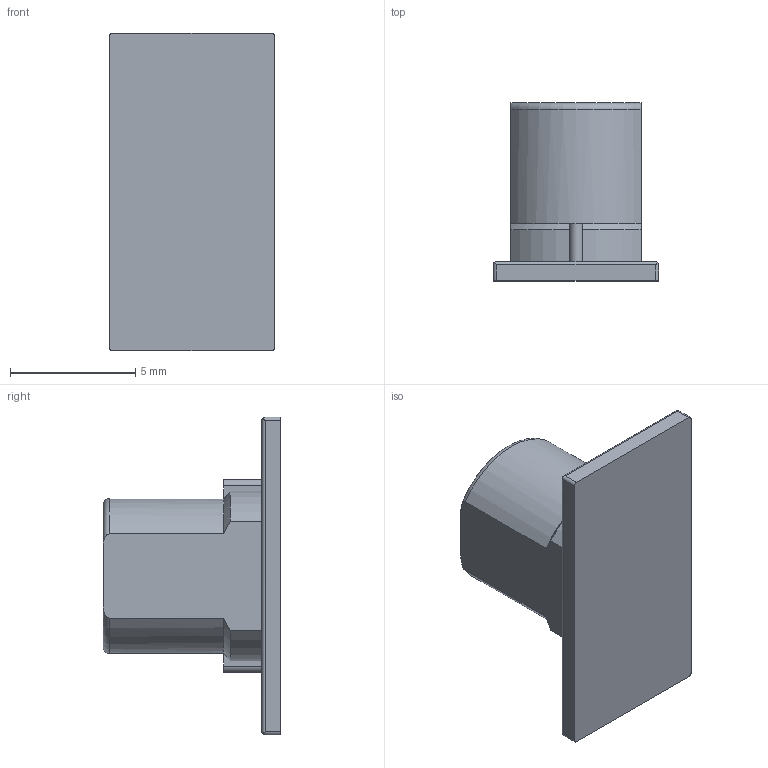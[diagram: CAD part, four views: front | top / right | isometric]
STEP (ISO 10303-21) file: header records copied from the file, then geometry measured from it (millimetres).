
FILE_DESCRIPTION(/* description */ ('M2T Series - Process Sealed Miniature Toggles - Bushing-'),/* implementation_level */ '2;1');
FILE_NAME(/* name */ 'M2T12A5bush.ipt.step',/* time_stamp */ '2014-01-07T11:07:08-08:00',/* author */ ('Cadenas PARTsolutions'),/* organization */ ('NKKSWITCHES'),/* preprocessor_version */ 'ST-DEVELOPER v15.2',/* originating_system */ 'Autodesk Inventor 2014',/* authorisation */ '');
FILE_SCHEMA (('AUTOMOTIVE_DESIGN { 1 0 10303 214 3 1 1 }'));
Length unit declared in the file: inch
Products named in the file (1): M2T12A5bush
Bounding box: 6.6 x 7.11 x 12.7 mm (x, y, z)
Volume: 241.5 mm3; surface area: 325 mm2
Topology: 1 solids, 1 shells, 40 faces, 103 edges, 67 vertices
Faces by surface type: cylinder 17, plane 16, cone 4, torus 3
Full cylindrical faces by diameter (mm): 2.54 x1
Entity records: 1261 total; most frequent: CARTESIAN_POINT 261, DIRECTION 212, ORIENTED_EDGE 202, EDGE_CURVE 101, AXIS2_PLACEMENT_3D 82, VERTEX_POINT 67, LINE 48, VECTOR 48
